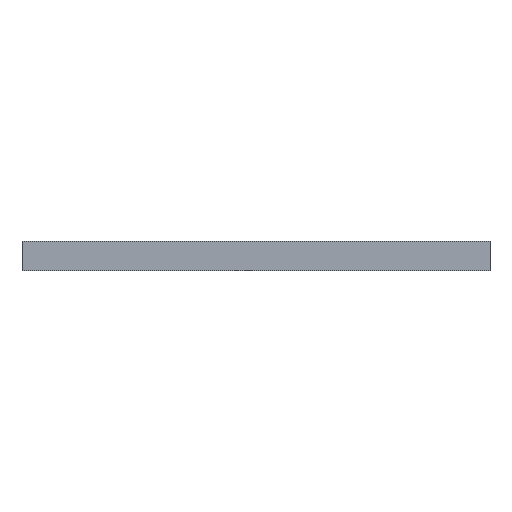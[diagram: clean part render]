
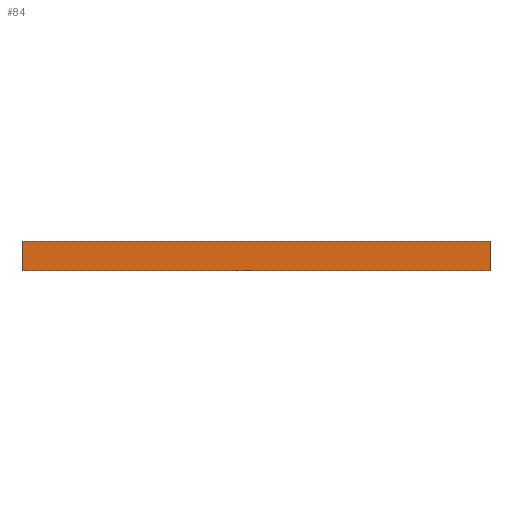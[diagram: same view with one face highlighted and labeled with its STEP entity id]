
A CAD part, left-side view. The second image highlights one B-rep face of the part: STEP entity #84.
In plain terms, the highlighted planar face has unit normal (-1, 0, 0).
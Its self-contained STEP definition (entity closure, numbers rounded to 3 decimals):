
#84 = ADVANCED_FACE( '', ( #564 ), #565, .F. );
#564 = FACE_OUTER_BOUND( '', #1362, .T. );
#565 = PLANE( '', #1363 );
#1362 = EDGE_LOOP( '', ( #2187, #2188, #2189, #2190 ) );
#1363 = AXIS2_PLACEMENT_3D( '', #2191, #2192, #2193 );
#2187 = ORIENTED_EDGE( '', *, *, #3299, .T. );
#2188 = ORIENTED_EDGE( '', *, *, #3306, .F. );
#2189 = ORIENTED_EDGE( '', *, *, #3152, .F. );
#2190 = ORIENTED_EDGE( '', *, *, #3304, .T. );
#2191 = CARTESIAN_POINT( '', ( -315., 315., 40. ) );
#2192 = DIRECTION( '', ( 1., 0., 0. ) );
#2193 = DIRECTION( '', ( 0., 1., 0. ) );
#3152 = EDGE_CURVE( '', #3626, #3627, #3628, .T. );
#3299 = EDGE_CURVE( '', #3920, #3921, #3922, .T. );
#3304 = EDGE_CURVE( '', #3626, #3920, #3930, .T. );
#3306 = EDGE_CURVE( '', #3627, #3921, #3932, .T. );
#3626 = VERTEX_POINT( '', #4266 );
#3627 = VERTEX_POINT( '', #4267 );
#3628 = LINE( '', #4268, #4269 );
#3920 = VERTEX_POINT( '', #4564 );
#3921 = VERTEX_POINT( '', #4565 );
#3922 = LINE( '', #4566, #4567 );
#3930 = LINE( '', #4578, #4579 );
#3932 = LINE( '', #4582, #4583 );
#4266 = CARTESIAN_POINT( '', ( -315., 315., 40. ) );
#4267 = CARTESIAN_POINT( '', ( -315., -315., 40. ) );
#4268 = CARTESIAN_POINT( '', ( -315., 315., 40. ) );
#4269 = VECTOR( '', #5070, 1000. );
#4564 = CARTESIAN_POINT( '', ( -315., 315., 0. ) );
#4565 = CARTESIAN_POINT( '', ( -315., -315., 0. ) );
#4566 = CARTESIAN_POINT( '', ( -315., 315., 0. ) );
#4567 = VECTOR( '', #5503, 1000. );
#4578 = CARTESIAN_POINT( '', ( -315., 315., 40. ) );
#4579 = VECTOR( '', #5510, 1000. );
#4582 = CARTESIAN_POINT( '', ( -315., -315., 40. ) );
#4583 = VECTOR( '', #5512, 1000. );
#5070 = DIRECTION( '', ( 0., -1., 0. ) );
#5503 = DIRECTION( '', ( 0., -1., 0. ) );
#5510 = DIRECTION( '', ( 0., 0., -1. ) );
#5512 = DIRECTION( '', ( 0., 0., -1. ) );
